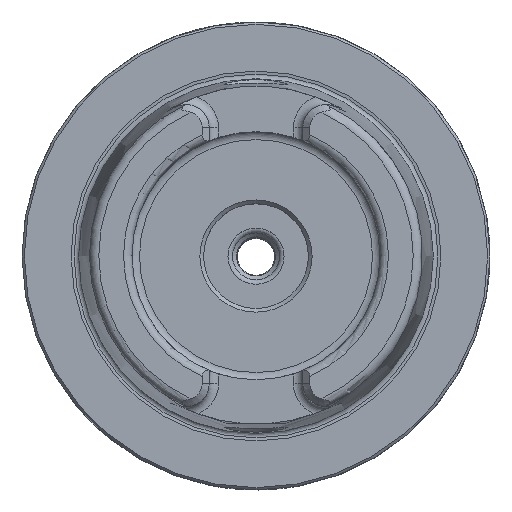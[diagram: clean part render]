
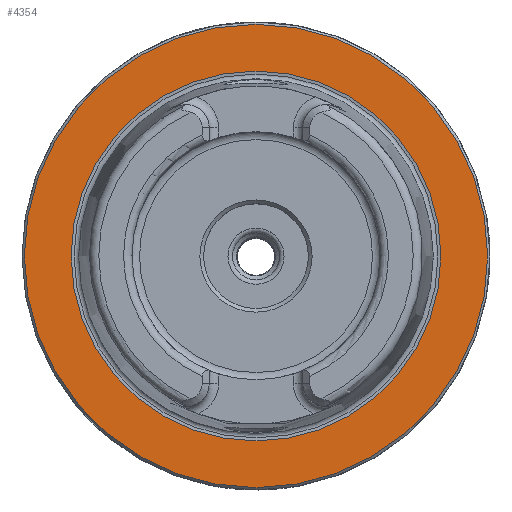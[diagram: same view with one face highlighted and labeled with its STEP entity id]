
A CAD part, top view. The second image highlights one B-rep face of the part: STEP entity #4354.
In plain terms, the highlighted planar face has unit normal (0, 0, 1).
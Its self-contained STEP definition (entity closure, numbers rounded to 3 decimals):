
#406=PLANE('',#4647);
#630=ORIENTED_EDGE('',*,*,#1385,.F.);
#631=ORIENTED_EDGE('',*,*,#1384,.T.);
#1384=EDGE_CURVE('',#1765,#1765,#2013,.T.);
#1385=EDGE_CURVE('',#1766,#1766,#2014,.T.);
#1765=VERTEX_POINT('',#6476);
#1766=VERTEX_POINT('',#6479);
#2013=CIRCLE('',#4646,49.5);
#2014=CIRCLE('',#4648,39.511);
#2224=EDGE_LOOP('',(#630));
#2225=EDGE_LOOP('',(#631));
#2546=FACE_BOUND('',#2224,.T.);
#2547=FACE_BOUND('',#2225,.T.);
#4354=ADVANCED_FACE('',(#2546,#2547),#406,.T.);
#4646=AXIS2_PLACEMENT_3D('',#6475,#5205,#5206);
#4647=AXIS2_PLACEMENT_3D('',#6477,#5207,#5208);
#4648=AXIS2_PLACEMENT_3D('',#6478,#5209,#5210);
#5205=DIRECTION('',(0.,0.,1.));
#5206=DIRECTION('',(1.,0.,0.));
#5207=DIRECTION('',(0.,0.,1.));
#5208=DIRECTION('',(1.,0.,0.));
#5209=DIRECTION('',(0.,0.,1.));
#5210=DIRECTION('',(1.,0.,0.));
#6475=CARTESIAN_POINT('',(0.,0.,0.));
#6476=CARTESIAN_POINT('',(49.5,0.,0.));
#6477=CARTESIAN_POINT('',(49.5,0.,0.));
#6478=CARTESIAN_POINT('',(0.,0.,0.));
#6479=CARTESIAN_POINT('',(39.511,0.,0.));
